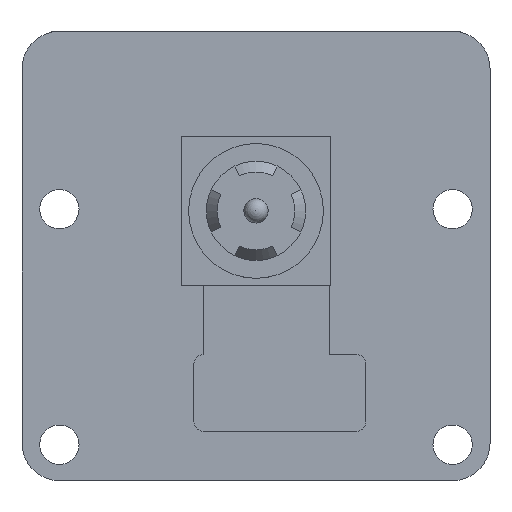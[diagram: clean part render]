
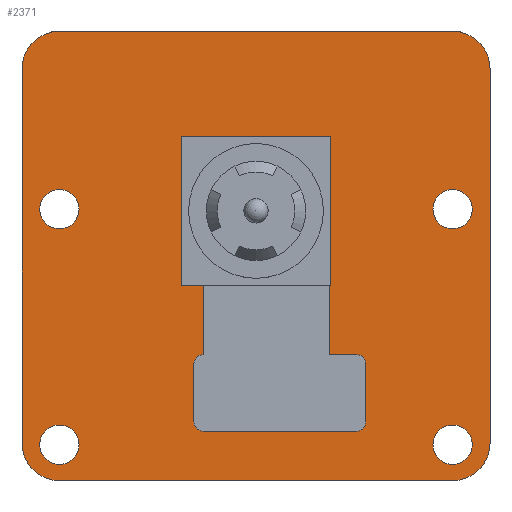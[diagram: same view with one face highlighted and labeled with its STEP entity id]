
A CAD part, top view. The second image highlights one B-rep face of the part: STEP entity #2371.
In plain terms, the highlighted planar face has unit normal (0, 0, 1).
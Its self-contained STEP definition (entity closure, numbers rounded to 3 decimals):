
#84=FACE_BOUND('',#392,.T.);
#85=FACE_BOUND('',#393,.T.);
#86=FACE_BOUND('',#394,.T.);
#87=FACE_BOUND('',#395,.T.);
#99=PLANE('',#2605);
#235=FACE_OUTER_BOUND('',#391,.T.);
#391=EDGE_LOOP('',(#1747,#1748,#1749,#1750,#1751,#1752,#1753,#1754));
#392=EDGE_LOOP('',(#1755));
#393=EDGE_LOOP('',(#1756));
#394=EDGE_LOOP('',(#1757));
#395=EDGE_LOOP('',(#1758));
#544=LINE('',#3499,#823);
#550=LINE('',#3528,#829);
#558=LINE('',#3555,#837);
#559=LINE('',#3557,#838);
#823=VECTOR('',#2801,10.);
#829=VECTOR('',#2829,10.);
#837=VECTOR('',#2863,10.);
#838=VECTOR('',#2866,10.);
#1098=CIRCLE('',#2577,2.);
#1107=CIRCLE('',#2589,2.);
#1108=CIRCLE('',#2592,2.);
#1109=CIRCLE('',#2594,2.);
#1110=CIRCLE('',#2596,1.05);
#1111=CIRCLE('',#2598,1.05);
#1112=CIRCLE('',#2600,1.05);
#1113=CIRCLE('',#2602,1.05);
#1145=VERTEX_POINT('',#3486);
#1146=VERTEX_POINT('',#3487);
#1150=VERTEX_POINT('',#3497);
#1160=VERTEX_POINT('',#3521);
#1161=VERTEX_POINT('',#3522);
#1162=VERTEX_POINT('',#3527);
#1163=VERTEX_POINT('',#3531);
#1164=VERTEX_POINT('',#3535);
#1165=VERTEX_POINT('',#3539);
#1166=VERTEX_POINT('',#3543);
#1167=VERTEX_POINT('',#3547);
#1168=VERTEX_POINT('',#3551);
#1361=EDGE_CURVE('',#1145,#1146,#1098,.T.);
#1367=EDGE_CURVE('',#1145,#1150,#544,.T.);
#1378=EDGE_CURVE('',#1160,#1161,#1107,.T.);
#1381=EDGE_CURVE('',#1162,#1161,#550,.T.);
#1383=EDGE_CURVE('',#1162,#1163,#1108,.T.);
#1385=EDGE_CURVE('',#1164,#1150,#1109,.T.);
#1387=EDGE_CURVE('',#1165,#1165,#1110,.T.);
#1389=EDGE_CURVE('',#1166,#1166,#1111,.T.);
#1391=EDGE_CURVE('',#1167,#1167,#1112,.T.);
#1393=EDGE_CURVE('',#1168,#1168,#1113,.T.);
#1395=EDGE_CURVE('',#1164,#1163,#558,.T.);
#1396=EDGE_CURVE('',#1160,#1146,#559,.T.);
#1747=ORIENTED_EDGE('',*,*,#1361,.F.);
#1748=ORIENTED_EDGE('',*,*,#1367,.T.);
#1749=ORIENTED_EDGE('',*,*,#1385,.F.);
#1750=ORIENTED_EDGE('',*,*,#1395,.T.);
#1751=ORIENTED_EDGE('',*,*,#1383,.F.);
#1752=ORIENTED_EDGE('',*,*,#1381,.T.);
#1753=ORIENTED_EDGE('',*,*,#1378,.F.);
#1754=ORIENTED_EDGE('',*,*,#1396,.T.);
#1755=ORIENTED_EDGE('',*,*,#1393,.T.);
#1756=ORIENTED_EDGE('',*,*,#1391,.T.);
#1757=ORIENTED_EDGE('',*,*,#1389,.T.);
#1758=ORIENTED_EDGE('',*,*,#1387,.T.);
#2371=ADVANCED_FACE('',(#235,#84,#85,#86,#87),#99,.T.);
#2577=AXIS2_PLACEMENT_3D('',#3488,#2791,#2792);
#2589=AXIS2_PLACEMENT_3D('',#3523,#2823,#2824);
#2592=AXIS2_PLACEMENT_3D('',#3532,#2833,#2834);
#2594=AXIS2_PLACEMENT_3D('',#3536,#2838,#2839);
#2596=AXIS2_PLACEMENT_3D('',#3540,#2843,#2844);
#2598=AXIS2_PLACEMENT_3D('',#3544,#2848,#2849);
#2600=AXIS2_PLACEMENT_3D('',#3548,#2853,#2854);
#2602=AXIS2_PLACEMENT_3D('',#3552,#2858,#2859);
#2605=AXIS2_PLACEMENT_3D('',#3558,#2867,#2868);
#2791=DIRECTION('center_axis',(0.,0.,-1.));
#2792=DIRECTION('ref_axis',(0.,1.,0.));
#2801=DIRECTION('',(0.,-1.,0.));
#2823=DIRECTION('center_axis',(0.,0.,-1.));
#2824=DIRECTION('ref_axis',(1.,0.,0.));
#2829=DIRECTION('',(0.,1.,0.));
#2833=DIRECTION('center_axis',(0.,0.,-1.));
#2834=DIRECTION('ref_axis',(0.,-1.,0.));
#2838=DIRECTION('center_axis',(0.,0.,-1.));
#2839=DIRECTION('ref_axis',(-1.,0.,0.));
#2843=DIRECTION('center_axis',(0.,0.,
-1.));
#2844=DIRECTION('ref_axis',(-0.814,-0.581,0.));
#2848=DIRECTION('center_axis',(0.,0.,
-1.));
#2849=DIRECTION('ref_axis',(-0.814,-0.581,0.));
#2853=DIRECTION('center_axis',(0.,0.,
-1.));
#2854=DIRECTION('ref_axis',(-0.814,-0.581,0.));
#2858=DIRECTION('center_axis',(0.,0.,
-1.));
#2859=DIRECTION('ref_axis',(-0.814,-0.581,0.));
#2863=DIRECTION('',(1.,0.,0.));
#2866=DIRECTION('',(-1.,0.,0.));
#2867=DIRECTION('center_axis',(0.,0.,1.));
#2868=DIRECTION('ref_axis',(1.,0.,0.));
#3486=CARTESIAN_POINT('',(-12.5,10.,1.));
#3487=CARTESIAN_POINT('',(-10.5,12.,1.));
#3488=CARTESIAN_POINT('Origin',(-10.5,10.,1.));
#3497=CARTESIAN_POINT('',(-12.5,-10.,1.));
#3499=CARTESIAN_POINT('',(-12.5,10.,1.));
#3521=CARTESIAN_POINT('',(10.5,12.,1.));
#3522=CARTESIAN_POINT('',(12.5,10.,1.));
#3523=CARTESIAN_POINT('Origin',(10.5,10.,1.));
#3527=CARTESIAN_POINT('',(12.5,-10.,1.));
#3528=CARTESIAN_POINT('',(12.5,-10.,1.));
#3531=CARTESIAN_POINT('',(10.5,-12.,1.));
#3532=CARTESIAN_POINT('Origin',(10.5,-10.,1.));
#3535=CARTESIAN_POINT('',(-10.5,-12.,1.));
#3536=CARTESIAN_POINT('Origin',(-10.5,-10.,1.));
#3539=CARTESIAN_POINT('',(-9.45,2.5,1.));
#3540=CARTESIAN_POINT('Origin',(-10.5,2.5,1.));
#3543=CARTESIAN_POINT('',(-9.45,-10.08,1.));
#3544=CARTESIAN_POINT('Origin',(-10.5,-10.08,1.));
#3547=CARTESIAN_POINT('',(11.55,2.5,1.));
#3548=CARTESIAN_POINT('Origin',(10.5,2.5,1.));
#3551=CARTESIAN_POINT('',(11.55,-10.08,1.));
#3552=CARTESIAN_POINT('Origin',(10.5,-10.08,1.));
#3555=CARTESIAN_POINT('',(-10.5,-12.,1.));
#3557=CARTESIAN_POINT('',(10.5,12.,1.));
#3558=CARTESIAN_POINT('Origin',(0.,-12.01,1.));
